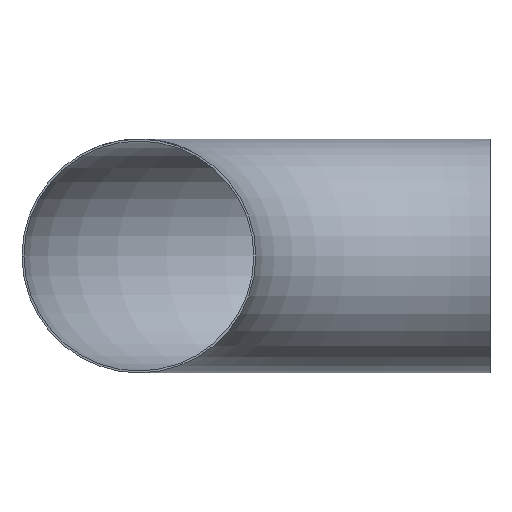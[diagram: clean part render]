
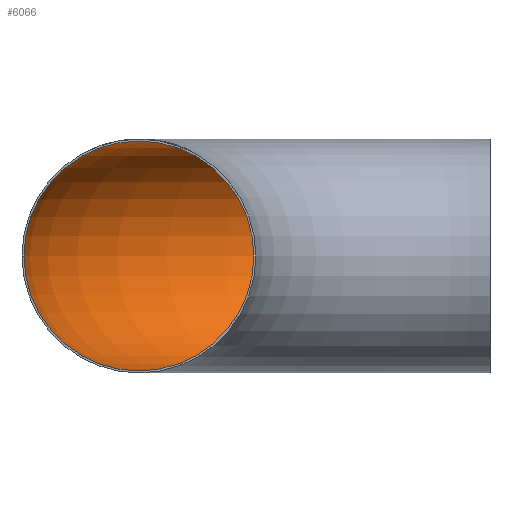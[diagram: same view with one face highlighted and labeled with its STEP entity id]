
A CAD part, front view. The second image highlights one B-rep face of the part: STEP entity #6066.
In plain terms, the highlighted toroidal (fillet/blend) face has major radius 534 mm and minor radius 174.8 mm.
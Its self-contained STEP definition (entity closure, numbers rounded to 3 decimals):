
#484 = DIRECTION ( 'NONE',  ( 0., 1., 0. ) ) ;
#966 = CARTESIAN_POINT ( 'NONE',  ( 0., 534., 0. ) ) ;
#1242 = DIRECTION ( 'NONE',  ( 0., 0., 1. ) ) ;
#1844 = ORIENTED_EDGE ( 'NONE', *, *, #4988, .F. ) ;
#2012 = DIRECTION ( 'NONE',  ( -1., 0., 0. ) ) ;
#2987 = CIRCLE ( 'NONE', #5421, 174.8 ) ;
#3013 = FACE_OUTER_BOUND ( 'NONE', #3350, .T. ) ;
#3314 = VERTEX_POINT ( 'NONE', #5703 ) ;
#3350 = EDGE_LOOP ( 'NONE', ( #1844 ) ) ;
#3432 = CARTESIAN_POINT ( 'NONE',  ( 0., 0., 0. ) ) ;
#3493 = DIRECTION ( 'NONE',  ( 0., 0., -1. ) ) ;
#3613 = EDGE_LOOP ( 'NONE', ( #8382 ) ) ;
#4988 = EDGE_CURVE ( 'NONE', #6261, #6261, #8327, .T. ) ;
#5421 = AXIS2_PLACEMENT_3D ( 'NONE', #966, #6223, #6964 ) ;
#5460 = AXIS2_PLACEMENT_3D ( 'NONE', #9509, #484, #1242 ) ;
#5703 = CARTESIAN_POINT ( 'NONE',  ( 0., 708.8, 0. ) ) ;
#6066 = ADVANCED_FACE ( 'NONE', ( #6746, #3013 ), #7807, .F. ) ;
#6223 = DIRECTION ( 'NONE',  ( 1., 0., 0. ) ) ;
#6261 = VERTEX_POINT ( 'NONE', #7188 ) ;
#6746 = FACE_OUTER_BOUND ( 'NONE', #3613, .T. ) ;
#6964 = DIRECTION ( 'NONE',  ( 0., 1., 0. ) ) ;
#7164 = EDGE_CURVE ( 'NONE', #3314, #3314, #2987, .T. ) ;
#7188 = CARTESIAN_POINT ( 'NONE',  ( -534., 0., 174.8 ) ) ;
#7740 = AXIS2_PLACEMENT_3D ( 'NONE', #3432, #3493, #2012 ) ;
#7807 = TOROIDAL_SURFACE ( 'NONE', #7740, 534., 174.8 ) ;
#8327 = CIRCLE ( 'NONE', #5460, 174.8 ) ;
#8382 = ORIENTED_EDGE ( 'NONE', *, *, #7164, .T. ) ;
#9509 = CARTESIAN_POINT ( 'NONE',  ( -534., 0., 0. ) ) ;
